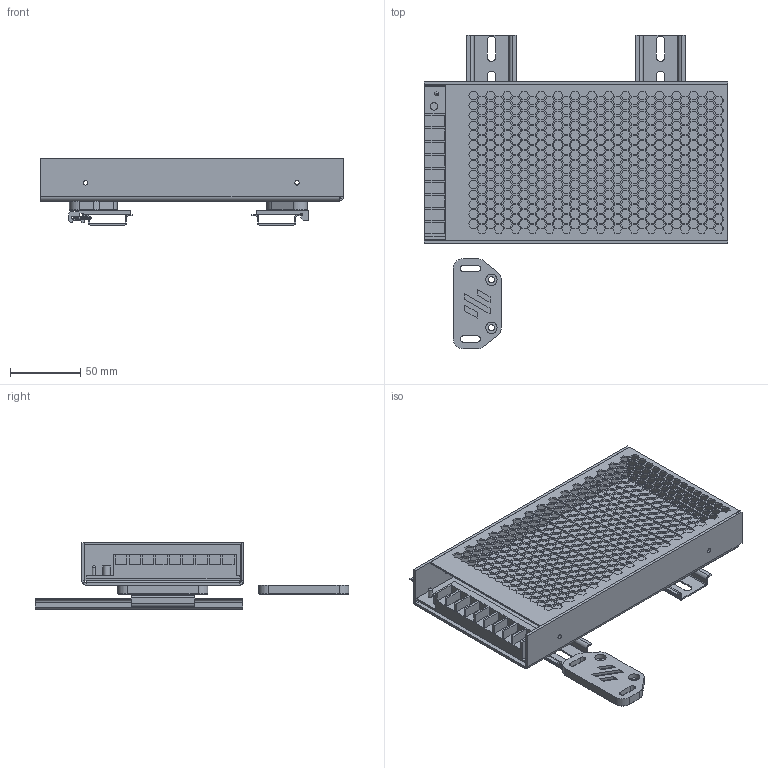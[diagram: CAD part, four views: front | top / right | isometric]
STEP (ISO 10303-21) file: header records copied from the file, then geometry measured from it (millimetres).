
FILE_DESCRIPTION(/* description */ (''),/* implementation_level */ '2;1');
FILE_NAME(/* name */ 'c5d8809b-ad99-43ab-8c78-b4e9b43991c2.stp',/* time_stamp */ '2021-10-12T05:14:26+00:00',/* author */ (''),/* organization */ (''),/* preprocessor_version */ 'ST-DEVELOPER v18.1',/* originating_system */ 'Autodesk Translation Framework v10.10.0.1391',/* authorisation */ '');
FILE_SCHEMA (('AUTOMOTIVE_DESIGN { 1 0 10303 214 3 1 1 }'));
Products named in the file (15): Crossrail; Din_rail; LRS-200-24; DRP-03_A; DRP-03 (1); DRP-03; 12; DRP-03_B; DRP-03 (1) (1); DRP-03 (2); Crossrail_1; M4x6mm_button_head_hex_screw v1; Crossrail (1); M4x6mm_button_head_hex_screw v1(Mirror); Crossrail_slot
Assembly tree (21 placements, depth 4):
  Crossrail
    Din_rail  x2
    LRS-200-24
    DRP-03_A
      DRP-03 (1)
        DRP-03
        12
    DRP-03_B
      DRP-03 (1) (1)
        DRP-03 (2)
    Crossrail_1
    M4x6mm_button_head_hex_screw v1  x4
    Crossrail (1)
    M4x6mm_button_head_hex_screw v1(Mirror)  x4
    Crossrail_slot
Bounding box: 215 x 222.6 x 47 mm (x, y, z)
Volume: 199282.5 mm3; surface area: 214451.2 mm2
Topology: 18 solids, 18 shells, 3344 faces, 9554 edges, 6285 vertices
Faces by surface type: plane 2885, cylinder 301, cone 100, bspline 26, torus 16, sphere 16
Full cylindrical faces by diameter (mm): 2.459 x5, 2.693 x1, 3.091 x48, 3.242 x8, 3.5 x4, 4 x58, 4.4 x10, 5.289 x1, 7.6 x8, 8 x10
Entity records: 104542 total; most frequent: CARTESIAN_POINT 21571, ORIENTED_EDGE 17724, DIRECTION 15303, EDGE_CURVE 8862, LINE 8381, VECTOR 8381, VERTEX_POINT 5855, EDGE_LOOP 4001
